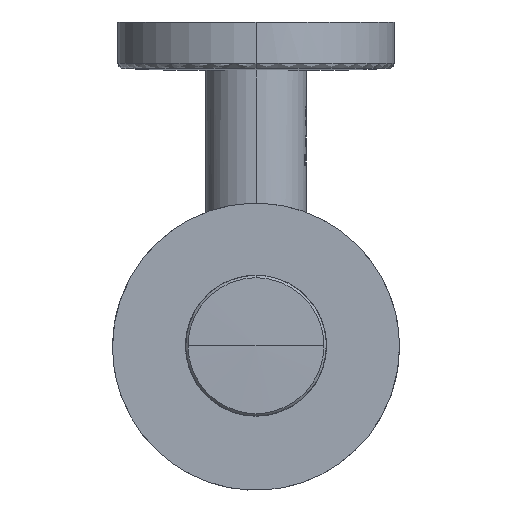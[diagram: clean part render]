
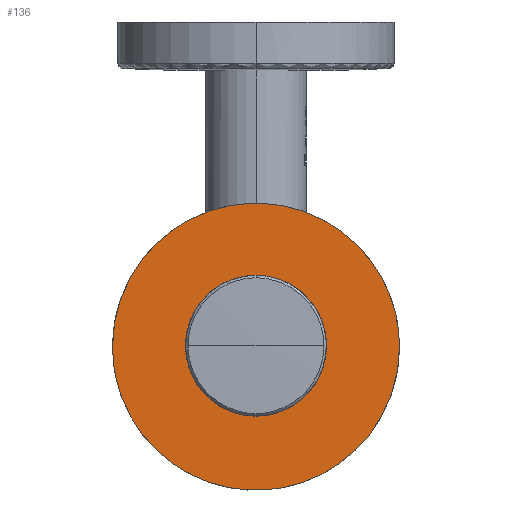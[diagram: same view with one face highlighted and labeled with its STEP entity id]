
A CAD part, top view. The second image highlights one B-rep face of the part: STEP entity #136.
In plain terms, the highlighted planar face has unit normal (0, 0, 1).
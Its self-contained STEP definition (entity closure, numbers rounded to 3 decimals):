
#67=FACE_BOUND('',#992,.T.);
#136=ADVANCED_FACE('',(#562,#67),#6045,.T.);
#562=FACE_OUTER_BOUND('',#991,.T.);
#991=EDGE_LOOP('',(#1562,#1563));
#992=EDGE_LOOP('',(#1564,#1565));
#1562=ORIENTED_EDGE('',*,*,#3493,.F.);
#1563=ORIENTED_EDGE('',*,*,#3490,.F.);
#1564=ORIENTED_EDGE('',*,*,#3497,.F.);
#1565=ORIENTED_EDGE('',*,*,#3480,.T.);
#3480=EDGE_CURVE('',#5459,#5458,#4928,.T.);
#3490=EDGE_CURVE('',#5466,#5467,#4932,.T.);
#3493=EDGE_CURVE('',#5467,#5466,#4934,.T.);
#3497=EDGE_CURVE('',#5459,#5458,#4938,.T.);
#4928=(
BOUNDED_CURVE()
B_SPLINE_CURVE(2,(#7397,#7398,#7399,#7400,#7401),.UNSPECIFIED.,.F.,.F.)
B_SPLINE_CURVE_WITH_KNOTS((3,2,3),(-10.996,-5.498,
0.),.UNSPECIFIED.)
CURVE()
GEOMETRIC_REPRESENTATION_ITEM()
RATIONAL_B_SPLINE_CURVE((1.,0.707,1.,0.707,1.))
REPRESENTATION_ITEM('')
);
#4932=(
BOUNDED_CURVE()
B_SPLINE_CURVE(2,(#7429,#7430,#7431,#7432,#7433),.UNSPECIFIED.,.F.,.F.)
B_SPLINE_CURVE_WITH_KNOTS((3,2,3),(0.,44.768,89.535),
 .UNSPECIFIED.)
CURVE()
GEOMETRIC_REPRESENTATION_ITEM()
RATIONAL_B_SPLINE_CURVE((1.,0.707,1.,0.707,1.))
REPRESENTATION_ITEM('')
);
#4934=(
BOUNDED_CURVE()
B_SPLINE_CURVE(2,(#7441,#7442,#7443,#7444,#7445),.UNSPECIFIED.,.F.,.F.)
B_SPLINE_CURVE_WITH_KNOTS((3,2,3),(0.,44.768,89.535),
 .UNSPECIFIED.)
CURVE()
GEOMETRIC_REPRESENTATION_ITEM()
RATIONAL_B_SPLINE_CURVE((1.,0.707,1.,0.707,1.))
REPRESENTATION_ITEM('')
);
#4938=(
BOUNDED_CURVE()
B_SPLINE_CURVE(2,(#7461,#7462,#7463,#7464,#7465),.UNSPECIFIED.,.F.,.F.)
B_SPLINE_CURVE_WITH_KNOTS((3,2,3),(0.,5.498,10.996),
 .UNSPECIFIED.)
CURVE()
GEOMETRIC_REPRESENTATION_ITEM()
RATIONAL_B_SPLINE_CURVE((1.,0.707,1.,0.707,1.))
REPRESENTATION_ITEM('')
);
#5458=VERTEX_POINT('',#7380);
#5459=VERTEX_POINT('',#7381);
#5466=VERTEX_POINT('',#7388);
#5467=VERTEX_POINT('',#7389);
#6045=PLANE('',#6530);
#6530=AXIS2_PLACEMENT_3D('',#7340,#6748,$);
#6748=DIRECTION('',(0.,0.,1.));
#7340=CARTESIAN_POINT('',(-34.2,-30.1,23.));
#7380=CARTESIAN_POINT('',(3.5,-64.3,23.));
#7381=CARTESIAN_POINT('',(-3.5,-64.3,23.));
#7388=CARTESIAN_POINT('',(28.5,-64.3,23.));
#7389=CARTESIAN_POINT('',(-28.5,-64.3,23.));
#7397=CARTESIAN_POINT('',(-3.5,-64.3,23.));
#7398=CARTESIAN_POINT('',(-3.5,-60.8,23.));
#7399=CARTESIAN_POINT('',(0.,-60.8,23.));
#7400=CARTESIAN_POINT('',(3.5,-60.8,23.));
#7401=CARTESIAN_POINT('',(3.5,-64.3,23.));
#7429=CARTESIAN_POINT('',(28.5,-64.3,23.));
#7430=CARTESIAN_POINT('',(28.5,-92.8,23.));
#7431=CARTESIAN_POINT('',(0.,-92.8,23.));
#7432=CARTESIAN_POINT('',(-28.5,-92.8,23.));
#7433=CARTESIAN_POINT('',(-28.5,-64.3,23.));
#7441=CARTESIAN_POINT('',(-28.5,-64.3,23.));
#7442=CARTESIAN_POINT('',(-28.5,-35.8,23.));
#7443=CARTESIAN_POINT('',(0.,-35.8,23.));
#7444=CARTESIAN_POINT('',(28.5,-35.8,23.));
#7445=CARTESIAN_POINT('',(28.5,-64.3,23.));
#7461=CARTESIAN_POINT('',(-3.5,-64.3,23.));
#7462=CARTESIAN_POINT('',(-3.5,-67.8,23.));
#7463=CARTESIAN_POINT('',(0.,-67.8,23.));
#7464=CARTESIAN_POINT('',(3.5,-67.8,23.));
#7465=CARTESIAN_POINT('',(3.5,-64.3,23.));
